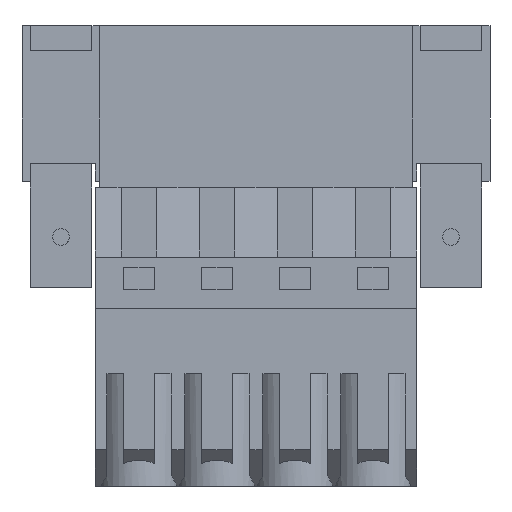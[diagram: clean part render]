
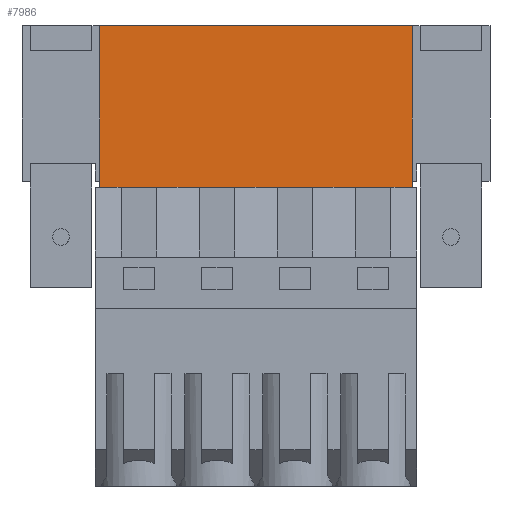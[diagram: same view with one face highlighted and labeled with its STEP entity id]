
A CAD part, front view. The second image highlights one B-rep face of the part: STEP entity #7986.
In plain terms, the highlighted planar face has unit normal (0, -1, 0).
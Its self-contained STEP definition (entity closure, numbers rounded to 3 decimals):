
#7959=AXIS2_PLACEMENT_3D('Plane Axis2P3D',#7956,#7957,#7958) ;
#3560=CARTESIAN_POINT('Vertex',(38.114,3.,29.207)) ;
#3563=CARTESIAN_POINT('Line Origine',(22.86,3.,29.207)) ;
#3567=CARTESIAN_POINT('Vertex',(7.606,3.,29.207)) ;
#5322=CARTESIAN_POINT('Vertex',(38.114,3.,45.007)) ;
#5540=CARTESIAN_POINT('Vertex',(7.606,3.,45.007)) ;
#5543=CARTESIAN_POINT('Line Origine',(22.86,3.,45.007)) ;
#7936=CARTESIAN_POINT('Line Origine',(38.114,3.,29.507)) ;
#7940=CARTESIAN_POINT('Vertex',(38.114,3.,29.807)) ;
#7956=CARTESIAN_POINT('Axis2P3D Location',(38.55,3.,29.207)) ;
#7961=CARTESIAN_POINT('Line Origine',(38.114,3.,37.407)) ;
#7966=CARTESIAN_POINT('Line Origine',(7.606,3.,37.407)) ;
#7970=CARTESIAN_POINT('Vertex',(7.606,3.,29.807)) ;
#7973=CARTESIAN_POINT('Line Origine',(7.606,3.,29.507)) ;
#3564=DIRECTION('Vector Direction',(-1.,0.,0.)) ;
#5544=DIRECTION('Vector Direction',(-1.,0.,0.)) ;
#7937=DIRECTION('Vector Direction',(0.,0.,-1.)) ;
#7957=DIRECTION('Axis2P3D Direction',(0.,-1.,0.)) ;
#7958=DIRECTION('Axis2P3D XDirection',(0.,0.,1.)) ;
#7962=DIRECTION('Vector Direction',(0.,0.,-1.)) ;
#7967=DIRECTION('Vector Direction',(0.,0.,-1.)) ;
#7974=DIRECTION('Vector Direction',(0.,0.,-1.)) ;
#3565=VECTOR('Line Direction',#3564,1.) ;
#5545=VECTOR('Line Direction',#5544,1.) ;
#7938=VECTOR('Line Direction',#7937,1.) ;
#7963=VECTOR('Line Direction',#7962,1.) ;
#7968=VECTOR('Line Direction',#7967,1.) ;
#7975=VECTOR('Line Direction',#7974,1.) ;
#7979=ORIENTED_EDGE('',*,*,#7942,.F.) ;
#7980=ORIENTED_EDGE('',*,*,#7965,.F.) ;
#7981=ORIENTED_EDGE('',*,*,#5547,.T.) ;
#7982=ORIENTED_EDGE('',*,*,#7972,.T.) ;
#7983=ORIENTED_EDGE('',*,*,#7977,.T.) ;
#7984=ORIENTED_EDGE('',*,*,#3569,.F.) ;
#7986=ADVANCED_FACE('HOUSING',(#7985),#7960,.T.) ;
#3569=EDGE_CURVE('',#3561,#3568,#3566,.T.) ;
#5547=EDGE_CURVE('',#5323,#5541,#5546,.T.) ;
#7942=EDGE_CURVE('',#7941,#3561,#7939,.T.) ;
#7965=EDGE_CURVE('',#5323,#7941,#7964,.T.) ;
#7972=EDGE_CURVE('',#5541,#7971,#7969,.T.) ;
#7977=EDGE_CURVE('',#7971,#3568,#7976,.T.) ;
#7978=EDGE_LOOP('',(#7979,#7980,#7981,#7982,#7983,#7984)) ;
#7985=FACE_OUTER_BOUND('',#7978,.T.) ;
#3566=LINE('Line',#3563,#3565) ;
#5546=LINE('Line',#5543,#5545) ;
#7939=LINE('Line',#7936,#7938) ;
#7964=LINE('Line',#7961,#7963) ;
#7969=LINE('Line',#7966,#7968) ;
#7976=LINE('Line',#7973,#7975) ;
#7960=PLANE('',#7959) ;
#3561=VERTEX_POINT('',#3560) ;
#3568=VERTEX_POINT('',#3567) ;
#5323=VERTEX_POINT('',#5322) ;
#5541=VERTEX_POINT('',#5540) ;
#7941=VERTEX_POINT('',#7940) ;
#7971=VERTEX_POINT('',#7970) ;
